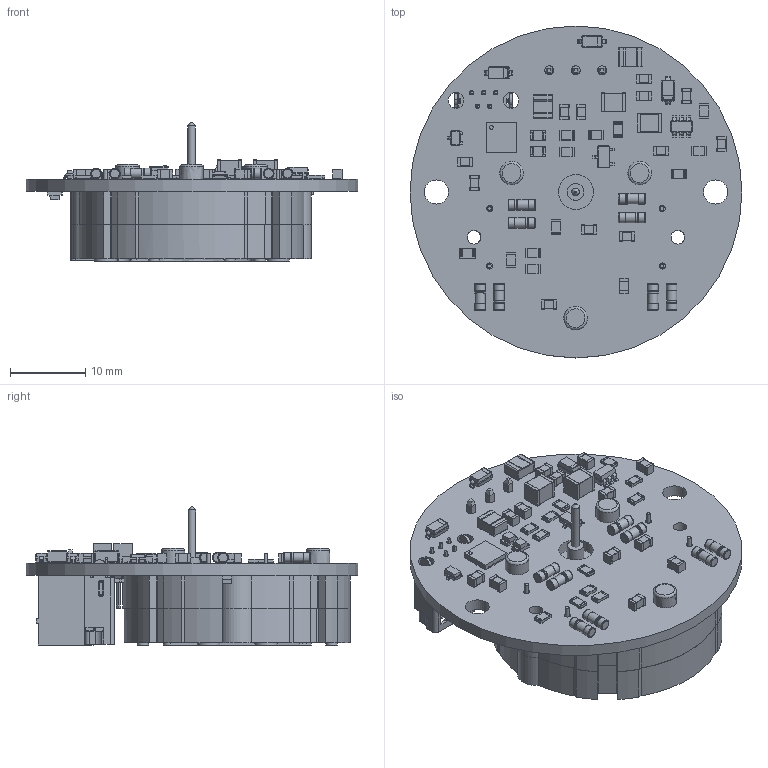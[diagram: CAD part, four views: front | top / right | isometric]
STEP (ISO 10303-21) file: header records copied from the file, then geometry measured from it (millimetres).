
FILE_DESCRIPTION(('KiCad electronic assembly'),'2;1');
FILE_NAME('circuito.step','2022-11-16T12:13:29',('Pcbnew'),('Kicad'), 'Open CASCADE STEP processor 7.5','KiCad to STEP converter','Unknown' );
FILE_SCHEMA(('AUTOMOTIVE_DESIGN { 1 0 10303 214 1 1 1 1 }'));
Length unit declared in the file: millimetre
Products named in the file (34): circuito 1; C_0805_2012Metric; SOLID; D_MiniMELF; R_0805_2012Metric; LED_0805_2012Metric; X27-589-Stepper v5 v3; COMPOUND; L_1210_3225Metric; SOT-323_SC-70; Fuse_1210_3225Metric; SOT-23-6; D_SOD-123; TSOT-23; C_1210_3225Metric; QFN-24-1EP_4x4mm_P0.5mm_EP2.6x2.6mm; PinHeader_2x03_P1.27mm_Vertical_SMD; PhoenixContact_MCV_1,5_3-G-3.5_1x03_P3.50mm_Vertical; 10119313-301CLF--3DModel-STEP-533217; tachimetro_ferroviario PCB
Assembly tree (68 placements, depth 3):
  circuito 1
    C_0805_2012Metric  x13
      SOLID
    D_MiniMELF  x8
      SOLID
    R_0805_2012Metric  x12
      SOLID
    LED_0805_2012Metric  x3
      SOLID
    X27-589-Stepper v5 v3
      COMPOUND
    L_1210_3225Metric
      SOLID
    SOT-323_SC-70
      SOLID
    Fuse_1210_3225Metric  x2
      SOLID
    SOT-23-6
      SOLID
    D_SOD-123  x3
      SOLID
    TSOT-23
      SOLID
    C_1210_3225Metric
      SOLID
    QFN-24-1EP_4x4mm_P0.5mm_EP2.6x2.6mm
      SOLID
    PinHeader_2x03_P1.27mm_Vertical_SMD
      SOLID
    PhoenixContact_MCV_1,5_3-G-3.5_1x03_P3.50mm_Vertical
      SOLID
    10119313-301CLF--3DModel-STEP-533217
      COMPOUND
    tachimetro_ferroviario PCB
Bounding box: 44 x 44 x 18.3 mm (x, y, z)
Volume: 9160.3 mm3; surface area: 10204.7 mm2
Topology: 57 solids, 64 shells, 2943 faces, 7626 edges, 4917 vertices
Faces by surface type: bspline 2918, cylinder 23, plane 2
Full cylindrical faces by diameter (mm): 0.6 x5, 0.8 x4, 1.2 x3, 1.8 x2, 2.088 x2, 3 x3, 3.2 x2, 4.6 x1, 44 x1
Entity records: 130152 total; most frequent: CARTESIAN_POINT 52845, B_SPLINE_CURVE_WITH_KNOTS 13163, ORIENTED_EDGE 10470, PCURVE 10470, DEFINITIONAL_REPRESENTATION 10470, EDGE_CURVE 5235, SURFACE_CURVE 5160, VERTEX_POINT 3373
